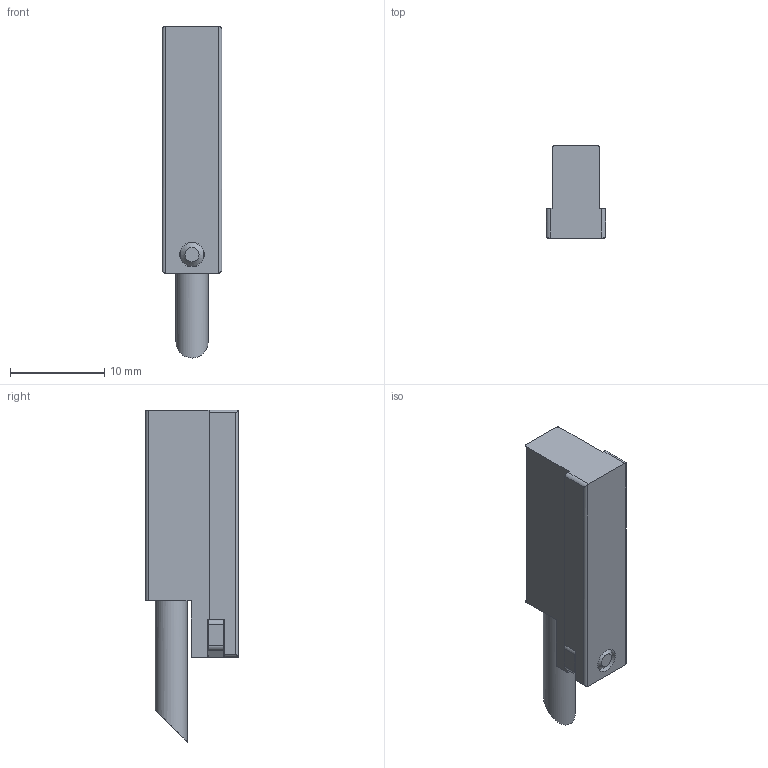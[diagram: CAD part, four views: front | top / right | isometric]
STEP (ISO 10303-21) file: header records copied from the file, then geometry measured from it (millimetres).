
FILE_DESCRIPTION(/* description */ ('STEP AP214'),/* implementation_level */ '2;1');
FILE_NAME(/* name */ '152820_SME-8-K-LED-230',/* time_stamp */ '2024-09-15T08:14:14+02:00',/* author */ ('License CC BY-ND 4.0'),/* organization */ ('CADENAS'),/* preprocessor_version */ 'ST-DEVELOPER v19.3',/* originating_system */ 'PARTsolutions',/* authorisation */ ' ');
FILE_SCHEMA (('AUTOMOTIVE_DESIGN {1 0 10303 214 3 1 1}'));
Length unit declared in the file: millimetre
Products named in the file (2): 152820 SME-8-K-LED-230; 152820 SME-8-K-LED-230---(P)
Assembly tree (1 placements, depth 2):
  152820 SME-8-K-LED-230
    152820 SME-8-K-LED-230---(P)
Bounding box: 6.3 x 9.8 x 35.15 mm (x, y, z)
Volume: 1348.6 mm3; surface area: 1172.2 mm2
Topology: 1 solids, 1 shells, 68 faces, 176 edges, 116 vertices
Faces by surface type: plane 42, cylinder 21, cone 5
Full cylindrical faces by diameter (mm): 2.5 x3, 2.6 x3, 3.4 x1
Entity records: 2488 total; most frequent: CARTESIAN_POINT 373, DIRECTION 334, ORIENTED_EDGE 310, EDGE_CURVE 155, AXIS2_PLACEMENT_3D 119, VERTEX_POINT 108, LINE 96, VECTOR 96
